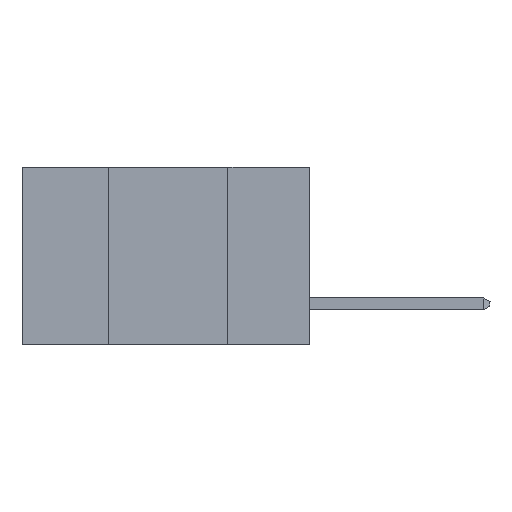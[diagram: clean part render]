
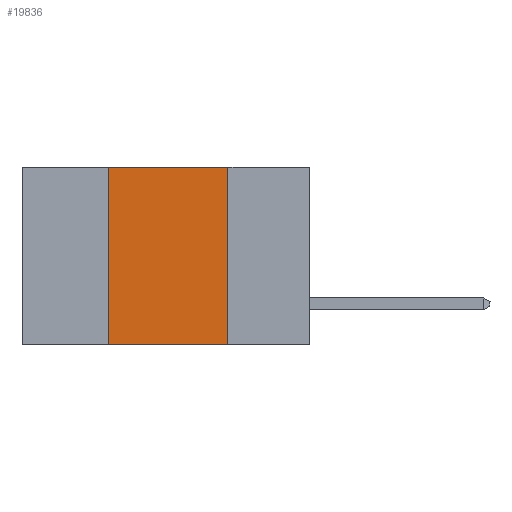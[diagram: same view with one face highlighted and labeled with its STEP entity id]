
A CAD part, left-side view. The second image highlights one B-rep face of the part: STEP entity #19836.
In plain terms, the highlighted planar face has unit normal (-1, 0, 0).
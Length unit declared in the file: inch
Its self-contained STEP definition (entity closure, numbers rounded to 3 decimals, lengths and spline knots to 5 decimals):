
#365 = VERTEX_POINT ( 'NONE', #28874 ) ;
#849 = CARTESIAN_POINT ( 'NONE',  ( 0., 0.42, -0.37 ) ) ;
#1911 = ORIENTED_EDGE ( 'NONE', *, *, #26882, .F. ) ;
#3526 = CARTESIAN_POINT ( 'NONE',  ( 0., 0.17, -0.37 ) ) ;
#3829 = VECTOR ( 'NONE', #24020, 39.37008 ) ;
#4445 = DIRECTION ( 'NONE',  ( 1., 0., 0. ) ) ;
#6262 = VERTEX_POINT ( 'NONE', #849 ) ;
#6542 = CARTESIAN_POINT ( 'NONE',  ( 0., 0.6, 0. ) ) ;
#8039 = EDGE_CURVE ( 'NONE', #19894, #365, #27512, .T. ) ;
#8622 = LINE ( 'NONE', #21309, #3829 ) ;
#8846 = DIRECTION ( 'NONE',  ( 0., -1., 0. ) ) ;
#9619 = DIRECTION ( 'NONE',  ( 0., 0., 1. ) ) ;
#10039 = ORIENTED_EDGE ( 'NONE', *, *, #13155, .T. ) ;
#11232 = LINE ( 'NONE', #22037, #23061 ) ;
#11735 = FACE_OUTER_BOUND ( 'NONE', #19561, .T. ) ;
#11895 = CARTESIAN_POINT ( 'NONE',  ( 0., 0.42, 0. ) ) ;
#12240 = CARTESIAN_POINT ( 'NONE',  ( 0., 0.6, 0. ) ) ;
#12296 = VECTOR ( 'NONE', #9619, 39.37008 ) ;
#13155 = EDGE_CURVE ( 'NONE', #6262, #19323, #11232, .T. ) ;
#16389 = VECTOR ( 'NONE', #16846, 39.37008 ) ;
#16681 = EDGE_CURVE ( 'NONE', #365, #19323, #8622, .T. ) ;
#16846 = DIRECTION ( 'NONE',  ( 0., -1., 0. ) ) ;
#17286 = DIRECTION ( 'NONE',  ( 0., 0., -1. ) ) ;
#19323 = VERTEX_POINT ( 'NONE', #3526 ) ;
#19561 = EDGE_LOOP ( 'NONE', ( #30675, #30025, #1911, #10039 ) ) ;
#19836 = ADVANCED_FACE ( 'NONE', ( #11735 ), #30161, .F. ) ;
#19894 = VERTEX_POINT ( 'NONE', #11895 ) ;
#21309 = CARTESIAN_POINT ( 'NONE',  ( 0., 0.17, 0. ) ) ;
#22037 = CARTESIAN_POINT ( 'NONE',  ( 0., 0.6, -0.37 ) ) ;
#23061 = VECTOR ( 'NONE', #8846, 39.37008 ) ;
#24020 = DIRECTION ( 'NONE',  ( 0., 0., -1. ) ) ;
#25192 = LINE ( 'NONE', #32807, #12296 ) ;
#26882 = EDGE_CURVE ( 'NONE', #6262, #19894, #25192, .T. ) ;
#27512 = LINE ( 'NONE', #6542, #16389 ) ;
#28234 = AXIS2_PLACEMENT_3D ( 'NONE', #12240, #4445, #17286 ) ;
#28874 = CARTESIAN_POINT ( 'NONE',  ( 0., 0.17, 0. ) ) ;
#30025 = ORIENTED_EDGE ( 'NONE', *, *, #8039, .F. ) ;
#30161 = PLANE ( 'NONE',  #28234 ) ;
#30675 = ORIENTED_EDGE ( 'NONE', *, *, #16681, .F. ) ;
#32807 = CARTESIAN_POINT ( 'NONE',  ( 0., 0.42, 0. ) ) ;
